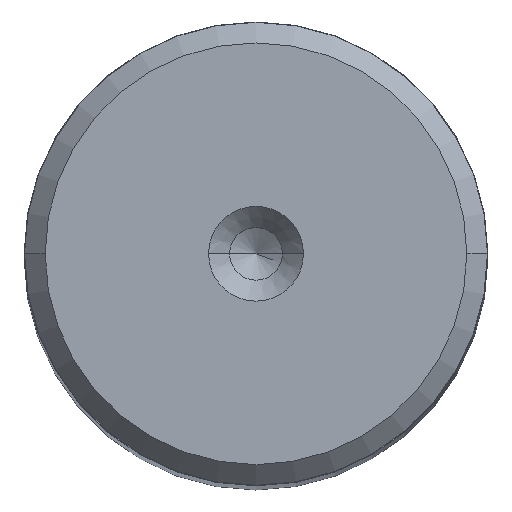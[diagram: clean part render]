
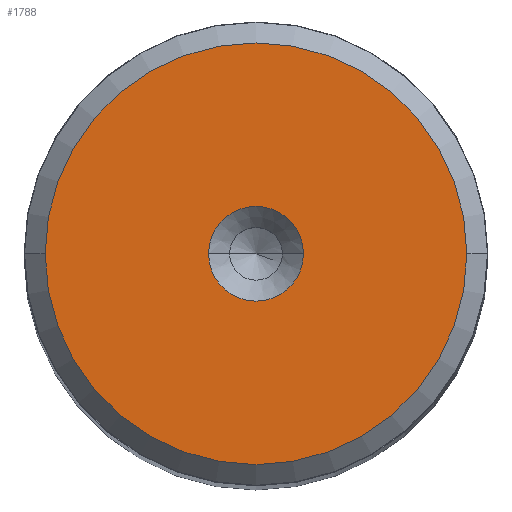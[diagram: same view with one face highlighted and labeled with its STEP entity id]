
A CAD part, top view. The second image highlights one B-rep face of the part: STEP entity #1788.
In plain terms, the highlighted planar face has unit normal (0, 0, 1).
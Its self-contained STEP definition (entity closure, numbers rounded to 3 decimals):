
#34 = ORIENTED_EDGE ( 'NONE', *, *, #2141, .F. ) ;
#52 = DIRECTION ( 'NONE',  ( 0., 0., 1. ) ) ;
#130 = EDGE_LOOP ( 'NONE', ( #358, #409 ) ) ;
#204 = DIRECTION ( 'NONE',  ( 1., 0., 0. ) ) ;
#220 = CARTESIAN_POINT ( 'NONE',  ( -10.009, 0., 120. ) ) ;
#240 = DIRECTION ( 'NONE',  ( 1., 0., 0. ) ) ;
#301 = AXIS2_PLACEMENT_3D ( 'NONE', #632, #2051, #1294 ) ;
#342 = CARTESIAN_POINT ( 'NONE',  ( 0., 0., 120. ) ) ;
#358 = ORIENTED_EDGE ( 'NONE', *, *, #1119, .T. ) ;
#382 = EDGE_LOOP ( 'NONE', ( #953, #34 ) ) ;
#409 = ORIENTED_EDGE ( 'NONE', *, *, #1977, .T. ) ;
#510 = AXIS2_PLACEMENT_3D ( 'NONE', #1131, #1315, #204 ) ;
#534 = DIRECTION ( 'NONE',  ( 1., 0., 0. ) ) ;
#542 = VERTEX_POINT ( 'NONE', #569 ) ;
#569 = CARTESIAN_POINT ( 'NONE',  ( 10.009, 0., 120. ) ) ;
#605 = FACE_BOUND ( 'NONE', #382, .T. ) ;
#632 = CARTESIAN_POINT ( 'NONE',  ( 0., 0., 120. ) ) ;
#790 = VERTEX_POINT ( 'NONE', #220 ) ;
#817 = VERTEX_POINT ( 'NONE', #1032 ) ;
#824 = AXIS2_PLACEMENT_3D ( 'NONE', #1154, #52, #240 ) ;
#953 = ORIENTED_EDGE ( 'NONE', *, *, #2164, .F. ) ;
#1032 = CARTESIAN_POINT ( 'NONE',  ( -2.25, 0., 120. ) ) ;
#1047 = CIRCLE ( 'NONE', #1514, 10.009 ) ;
#1058 = CARTESIAN_POINT ( 'NONE',  ( 0., 0., 120. ) ) ;
#1119 = EDGE_CURVE ( 'NONE', #790, #542, #1412, .T. ) ;
#1131 = CARTESIAN_POINT ( 'NONE',  ( 0., 0., 120. ) ) ;
#1154 = CARTESIAN_POINT ( 'NONE',  ( 0., 0., 120. ) ) ;
#1250 = CARTESIAN_POINT ( 'NONE',  ( 2.25, 0., 120. ) ) ;
#1294 = DIRECTION ( 'NONE',  ( 1., 0., 0. ) ) ;
#1315 = DIRECTION ( 'NONE',  ( 0., 0., 1. ) ) ;
#1412 = CIRCLE ( 'NONE', #510, 10.009 ) ;
#1514 = AXIS2_PLACEMENT_3D ( 'NONE', #342, #1988, #534 ) ;
#1613 = VERTEX_POINT ( 'NONE', #1250 ) ;
#1776 = CIRCLE ( 'NONE', #824, 2.25 ) ;
#1788 = ADVANCED_FACE ( 'NONE', ( #605, #2048 ), #2311, .T. ) ;
#1966 = DIRECTION ( 'NONE',  ( 0., 0., 1. ) ) ;
#1977 = EDGE_CURVE ( 'NONE', #542, #790, #1047, .T. ) ;
#1988 = DIRECTION ( 'NONE',  ( 0., 0., 1. ) ) ;
#2048 = FACE_OUTER_BOUND ( 'NONE', #130, .T. ) ;
#2051 = DIRECTION ( 'NONE',  ( 0., 0., 1. ) ) ;
#2100 = AXIS2_PLACEMENT_3D ( 'NONE', #1058, #1966, #2186 ) ;
#2141 = EDGE_CURVE ( 'NONE', #817, #1613, #2319, .T. ) ;
#2164 = EDGE_CURVE ( 'NONE', #1613, #817, #1776, .T. ) ;
#2186 = DIRECTION ( 'NONE',  ( 1., 0., 0. ) ) ;
#2311 = PLANE ( 'NONE',  #2100 ) ;
#2319 = CIRCLE ( 'NONE', #301, 2.25 ) ;
